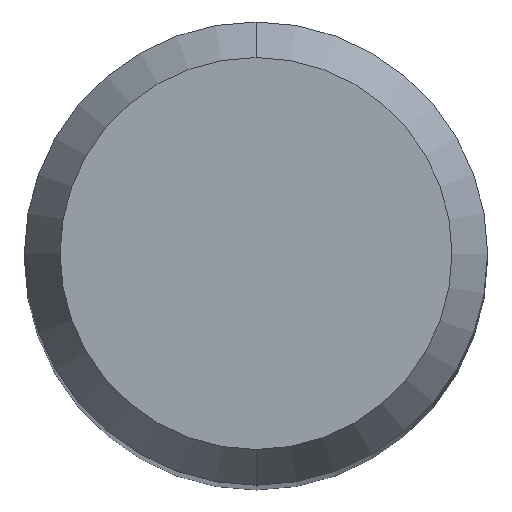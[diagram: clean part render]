
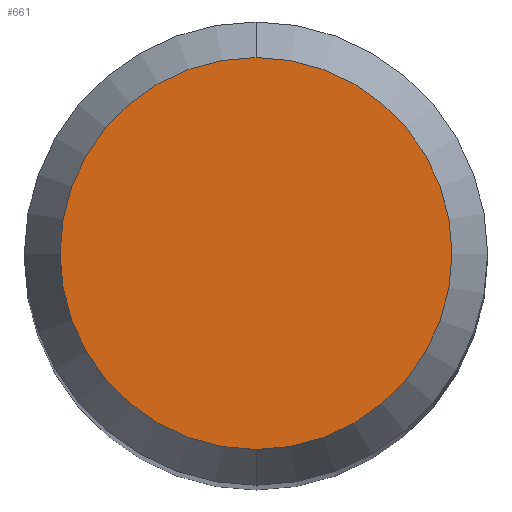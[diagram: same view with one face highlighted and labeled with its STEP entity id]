
A CAD part, top view. The second image highlights one B-rep face of the part: STEP entity #661.
In plain terms, the highlighted planar face has unit normal (0, 0, 1).
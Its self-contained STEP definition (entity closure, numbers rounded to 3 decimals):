
#661=ADVANCED_FACE('',(#1425),#1426,.T.);
#669=EDGE_CURVE('',#709,#821,#1435,.T.);
#709=VERTEX_POINT('',#1479);
#821=VERTEX_POINT('',#1605);
#1083=EDGE_CURVE('',#821,#709,#1887,.T.);
#1425=FACE_OUTER_BOUND('',#4834,.T.);
#1426=PLANE('',#4835);
#1435=CIRCLE('',#4855,2.538);
#1479=CARTESIAN_POINT('',(0.,-2.538,0.0));
#1605=CARTESIAN_POINT('',(0.0,2.538,0.0));
#1887=CIRCLE('',#7620,2.538);
#4834=EDGE_LOOP('',(#7984,#7985));
#4835=AXIS2_PLACEMENT_3D('',#7986,#7987,#7988);
#4855=AXIS2_PLACEMENT_3D('',#7997,#7998,#7999);
#7620=AXIS2_PLACEMENT_3D('',#8486,#8487,#8488);
#7984=ORIENTED_EDGE('',*,*,#1083,.F.);
#7985=ORIENTED_EDGE('',*,*,#669,.F.);
#7986=CARTESIAN_POINT('',(0.0,1.269,0.0));
#7987=DIRECTION('',(-0.0,0.0,1.0));
#7988=DIRECTION('',(0.0,-1.0,0.0));
#7997=CARTESIAN_POINT('',(0.0,0.0,0.0));
#7998=DIRECTION('',(0.0,0.0,-1.0));
#7999=DIRECTION('',(0.0,1.0,0.0));
#8486=CARTESIAN_POINT('',(0.0,0.0,0.0));
#8487=DIRECTION('',(0.0,0.0,-1.0));
#8488=DIRECTION('',(0.0,1.0,0.0));
